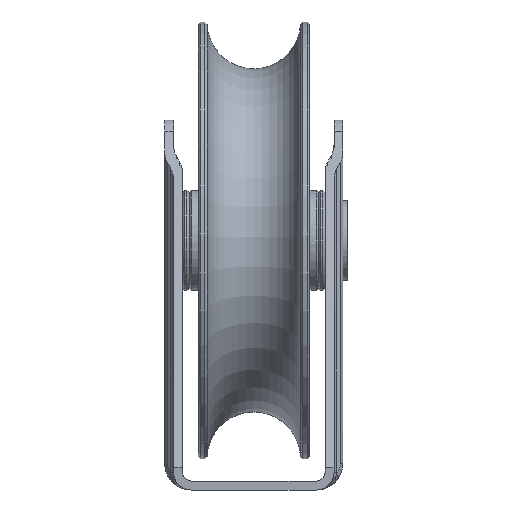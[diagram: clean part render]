
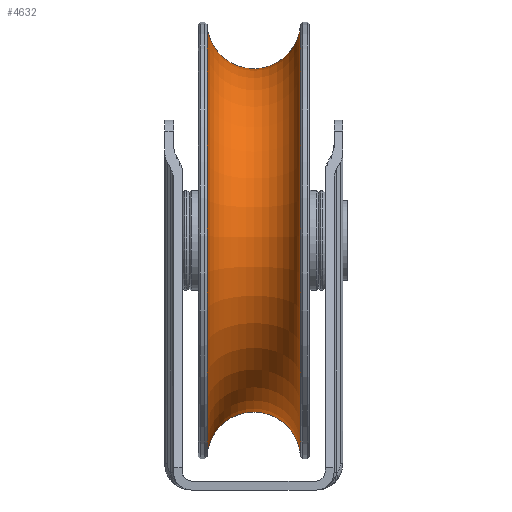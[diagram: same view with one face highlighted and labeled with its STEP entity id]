
A CAD part, left-side view. The second image highlights one B-rep face of the part: STEP entity #4632.
In plain terms, the highlighted toroidal (fillet/blend) face has major radius 49 mm and minor radius 10.5 mm.
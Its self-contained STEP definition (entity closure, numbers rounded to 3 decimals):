
#214=TOROIDAL_SURFACE('',#4955,49.,10.5);
#467=FACE_OUTER_BOUND('',#736,.T.);
#736=EDGE_LOOP('',(#3088,#3089,#3090,#3091,#3092,#3093));
#1634=CIRCLE('',#4921,48.501);
#1635=CIRCLE('',#4922,48.501);
#1643=CIRCLE('',#4937,48.501);
#1644=CIRCLE('',#4938,48.501);
#1655=CIRCLE('',#4956,10.5);
#1877=VERTEX_POINT('',#6735);
#1878=VERTEX_POINT('',#6737);
#1886=VERTEX_POINT('',#6765);
#1887=VERTEX_POINT('',#6767);
#2342=EDGE_CURVE('',#1877,#1878,#1634,.T.);
#2343=EDGE_CURVE('',#1878,#1877,#1635,.T.);
#2356=EDGE_CURVE('',#1886,#1887,#1643,.T.);
#2357=EDGE_CURVE('',#1887,#1886,#1644,.T.);
#2371=EDGE_CURVE('',#1887,#1878,#1655,.T.);
#3088=ORIENTED_EDGE('',*,*,#2356,.F.);
#3089=ORIENTED_EDGE('',*,*,#2357,.F.);
#3090=ORIENTED_EDGE('',*,*,#2371,.T.);
#3091=ORIENTED_EDGE('',*,*,#2342,.F.);
#3092=ORIENTED_EDGE('',*,*,#2343,.F.);
#3093=ORIENTED_EDGE('',*,*,#2371,.F.);
#4632=ADVANCED_FACE('',(#467),#214,.F.);
#4921=AXIS2_PLACEMENT_3D('',#6738,#5445,#5446);
#4922=AXIS2_PLACEMENT_3D('',#6739,#5447,#5448);
#4937=AXIS2_PLACEMENT_3D('',#6768,#5482,#5483);
#4938=AXIS2_PLACEMENT_3D('',#6769,#5484,#5485);
#4955=AXIS2_PLACEMENT_3D('',#6799,#5521,#5522);
#4956=AXIS2_PLACEMENT_3D('',#6800,#5523,#5524);
#5445=DIRECTION('center_axis',(0.,-1.,0.));
#5446=DIRECTION('ref_axis',(-0.946,0.,-0.323));
#5447=DIRECTION('center_axis',(0.,-1.,0.));
#5448=DIRECTION('ref_axis',(-0.946,0.,-0.323));
#5482=DIRECTION('center_axis',(0.,1.,0.));
#5483=DIRECTION('ref_axis',(-0.946,0.,-0.323));
#5484=DIRECTION('center_axis',(0.,1.,0.));
#5485=DIRECTION('ref_axis',(-0.946,0.,-0.323));
#5521=DIRECTION('center_axis',(0.,1.,0.));
#5522=DIRECTION('ref_axis',(0.946,0.,0.323));
#5523=DIRECTION('center_axis',(0.323,0.,-0.946));
#5524=DIRECTION('ref_axis',(-0.946,0.,-0.323));
#6735=CARTESIAN_POINT('',(45.895,-10.488,71.682));
#6737=CARTESIAN_POINT('',(-45.895,-10.488,40.318));
#6738=CARTESIAN_POINT('Origin',(0.,-10.488,
56.));
#6739=CARTESIAN_POINT('Origin',(0.,-10.488,
56.));
#6765=CARTESIAN_POINT('',(45.895,10.488,71.682));
#6767=CARTESIAN_POINT('',(-45.895,10.488,40.318));
#6768=CARTESIAN_POINT('Origin',(0.,10.488,56.));
#6769=CARTESIAN_POINT('Origin',(0.,10.488,56.));
#6799=CARTESIAN_POINT('Origin',(0.,0.,
56.));
#6800=CARTESIAN_POINT('Origin',(-46.368,0.,
40.156));
